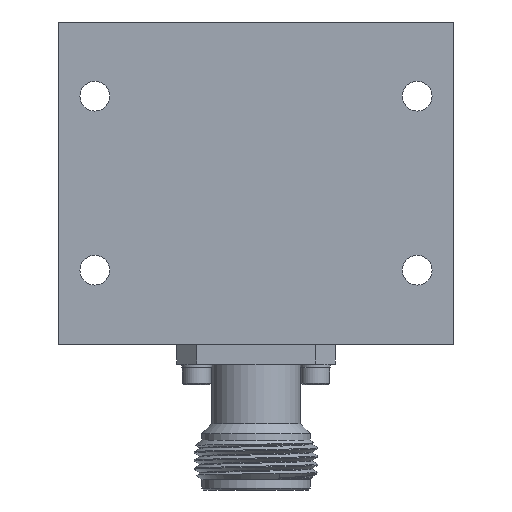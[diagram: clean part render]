
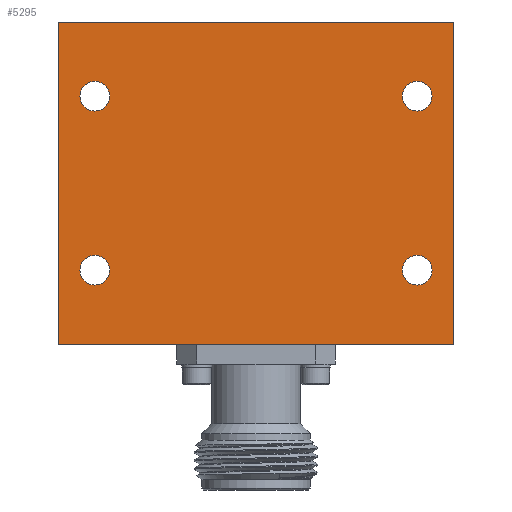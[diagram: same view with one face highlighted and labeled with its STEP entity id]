
A CAD part, front view. The second image highlights one B-rep face of the part: STEP entity #5295.
In plain terms, the highlighted planar face has unit normal (0, -1, 0).
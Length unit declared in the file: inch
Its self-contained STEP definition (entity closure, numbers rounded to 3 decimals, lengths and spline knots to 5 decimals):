
#81 = DIRECTION ( 'NONE',  ( 0., 0., -1. ) ) ;
#149 = ORIENTED_EDGE ( 'NONE', *, *, #11350, .T. ) ;
#190 = DIRECTION ( 'NONE',  ( 0., 0., 1. ) ) ;
#319 = CIRCLE ( 'NONE', #9177, 0.075 ) ;
#935 = LINE ( 'NONE', #1041, #10133 ) ;
#1041 = CARTESIAN_POINT ( 'NONE',  ( -0.625, -0.535, -0.815 ) ) ;
#1235 = DIRECTION ( 'NONE',  ( 0., 1., 0. ) ) ;
#1476 = EDGE_LOOP ( 'NONE', ( #8409 ) ) ;
#1534 = ORIENTED_EDGE ( 'NONE', *, *, #17183, .F. ) ;
#1657 = VERTEX_POINT ( 'NONE', #18964 ) ;
#2151 = EDGE_CURVE ( 'NONE', #16005, #16005, #5693, .T. ) ;
#3038 = VERTEX_POINT ( 'NONE', #11261 ) ;
#3623 = DIRECTION ( 'NONE',  ( 0., -1., 0. ) ) ;
#4320 = FACE_OUTER_BOUND ( 'NONE', #8244, .T. ) ;
#4653 = EDGE_CURVE ( 'NONE', #16253, #16253, #10107, .T. ) ;
#4810 = DIRECTION ( 'NONE',  ( 0., -1., 0. ) ) ;
#4892 = CARTESIAN_POINT ( 'NONE',  ( -0.625, -0.535, 0.815 ) ) ;
#5152 = VERTEX_POINT ( 'NONE', #15950 ) ;
#5276 = DIRECTION ( 'NONE',  ( 0., 0., -1. ) ) ;
#5295 = ADVANCED_FACE ( 'NONE', ( #16738, #12306, #18597, #10790, #4320 ), #9047, .F. ) ;
#5693 = CIRCLE ( 'NONE', #19334, 0.075 ) ;
#6350 = LINE ( 'NONE', #8013, #14632 ) ;
#6392 = DIRECTION ( 'NONE',  ( 0., 0., -1. ) ) ;
#6682 = EDGE_CURVE ( 'NONE', #19689, #1657, #935, .T. ) ;
#6897 = CARTESIAN_POINT ( 'NONE',  ( -0.815, -0.535, -0.515 ) ) ;
#7099 = ORIENTED_EDGE ( 'NONE', *, *, #6682, .T. ) ;
#7155 = EDGE_CURVE ( 'NONE', #19445, #19445, #319, .T. ) ;
#7199 = DIRECTION ( 'NONE',  ( 1., 0., 0. ) ) ;
#7647 = ORIENTED_EDGE ( 'NONE', *, *, #19705, .T. ) ;
#8013 = CARTESIAN_POINT ( 'NONE',  ( 1., -0.535, 0.815 ) ) ;
#8244 = EDGE_LOOP ( 'NONE', ( #7099, #149, #1534, #7647 ) ) ;
#8409 = ORIENTED_EDGE ( 'NONE', *, *, #4653, .F. ) ;
#8470 = AXIS2_PLACEMENT_3D ( 'NONE', #11903, #3623, #9887 ) ;
#8585 = DIRECTION ( 'NONE',  ( 0., -1., 0. ) ) ;
#8852 = CARTESIAN_POINT ( 'NONE',  ( -1., -0.535, 0.815 ) ) ;
#8887 = EDGE_CURVE ( 'NONE', #5152, #5152, #19352, .T. ) ;
#9047 = PLANE ( 'NONE',  #14338 ) ;
#9177 = AXIS2_PLACEMENT_3D ( 'NONE', #14251, #4810, #81 ) ;
#9887 = DIRECTION ( 'NONE',  ( 0., 0., -1. ) ) ;
#10107 = CIRCLE ( 'NONE', #8470, 0.075 ) ;
#10133 = VECTOR ( 'NONE', #7199, 39.37008 ) ;
#10590 = CARTESIAN_POINT ( 'NONE',  ( -0.625, -0.535, 0.815 ) ) ;
#10790 = FACE_BOUND ( 'NONE', #15765, .T. ) ;
#11169 = DIRECTION ( 'NONE',  ( 1., 0., 0. ) ) ;
#11261 = CARTESIAN_POINT ( 'NONE',  ( 1., -0.535, 0.815 ) ) ;
#11331 = CARTESIAN_POINT ( 'NONE',  ( 0.815, -0.535, 0.365 ) ) ;
#11350 = EDGE_CURVE ( 'NONE', #1657, #3038, #6350, .T. ) ;
#11903 = CARTESIAN_POINT ( 'NONE',  ( -0.815, -0.535, -0.44 ) ) ;
#12306 = FACE_BOUND ( 'NONE', #19632, .T. ) ;
#14251 = CARTESIAN_POINT ( 'NONE',  ( 0.815, -0.535, 0.44 ) ) ;
#14338 = AXIS2_PLACEMENT_3D ( 'NONE', #10590, #1235, #17051 ) ;
#14534 = CARTESIAN_POINT ( 'NONE',  ( -0.815, -0.535, 0.44 ) ) ;
#14556 = CARTESIAN_POINT ( 'NONE',  ( 0.815, -0.535, -0.515 ) ) ;
#14632 = VECTOR ( 'NONE', #190, 39.37008 ) ;
#15208 = CARTESIAN_POINT ( 'NONE',  ( -1., -0.535, -0.815 ) ) ;
#15640 = CARTESIAN_POINT ( 'NONE',  ( 0.815, -0.535, -0.44 ) ) ;
#15765 = EDGE_LOOP ( 'NONE', ( #15831 ) ) ;
#15831 = ORIENTED_EDGE ( 'NONE', *, *, #8887, .F. ) ;
#15950 = CARTESIAN_POINT ( 'NONE',  ( -0.815, -0.535, 0.365 ) ) ;
#16005 = VERTEX_POINT ( 'NONE', #14556 ) ;
#16253 = VERTEX_POINT ( 'NONE', #6897 ) ;
#16484 = VERTEX_POINT ( 'NONE', #20202 ) ;
#16645 = LINE ( 'NONE', #8852, #17847 ) ;
#16738 = FACE_BOUND ( 'NONE', #17489, .T. ) ;
#17051 = DIRECTION ( 'NONE',  ( 1., 0., 0. ) ) ;
#17183 = EDGE_CURVE ( 'NONE', #16484, #3038, #18993, .T. ) ;
#17291 = DIRECTION ( 'NONE',  ( 0., -1., 0. ) ) ;
#17489 = EDGE_LOOP ( 'NONE', ( #18917 ) ) ;
#17781 = VECTOR ( 'NONE', #11169, 39.37008 ) ;
#17847 = VECTOR ( 'NONE', #19747, 39.37008 ) ;
#18366 = ORIENTED_EDGE ( 'NONE', *, *, #7155, .F. ) ;
#18597 = FACE_BOUND ( 'NONE', #1476, .T. ) ;
#18667 = AXIS2_PLACEMENT_3D ( 'NONE', #14534, #8585, #5276 ) ;
#18917 = ORIENTED_EDGE ( 'NONE', *, *, #2151, .F. ) ;
#18964 = CARTESIAN_POINT ( 'NONE',  ( 1., -0.535, -0.815 ) ) ;
#18993 = LINE ( 'NONE', #4892, #17781 ) ;
#19334 = AXIS2_PLACEMENT_3D ( 'NONE', #15640, #17291, #6392 ) ;
#19352 = CIRCLE ( 'NONE', #18667, 0.075 ) ;
#19445 = VERTEX_POINT ( 'NONE', #11331 ) ;
#19632 = EDGE_LOOP ( 'NONE', ( #18366 ) ) ;
#19689 = VERTEX_POINT ( 'NONE', #15208 ) ;
#19705 = EDGE_CURVE ( 'NONE', #16484, #19689, #16645, .T. ) ;
#19747 = DIRECTION ( 'NONE',  ( 0., 0., -1. ) ) ;
#20202 = CARTESIAN_POINT ( 'NONE',  ( -1., -0.535, 0.815 ) ) ;
